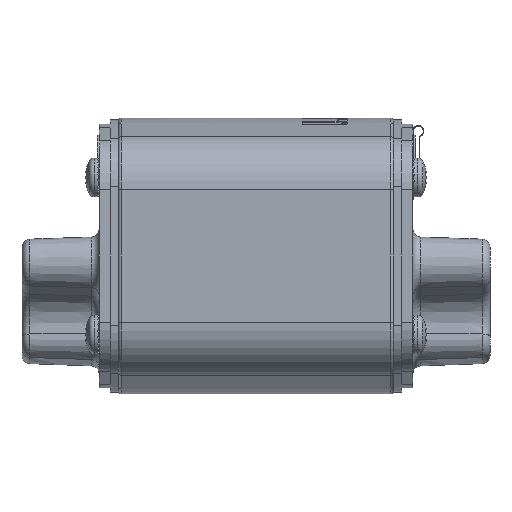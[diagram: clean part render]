
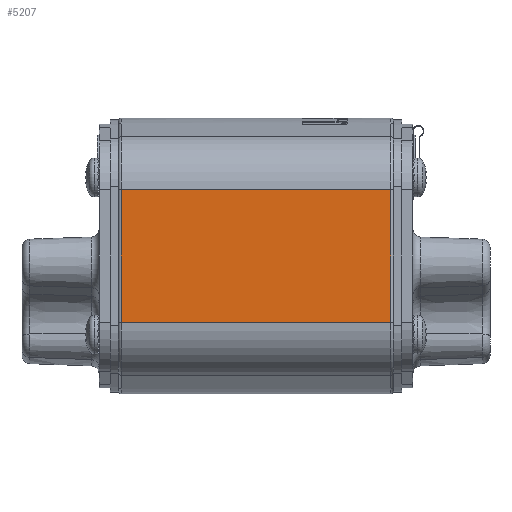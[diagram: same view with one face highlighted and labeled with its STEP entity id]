
A CAD part, front view. The second image highlights one B-rep face of the part: STEP entity #5207.
In plain terms, the highlighted planar face has unit normal (0, -1, 0).
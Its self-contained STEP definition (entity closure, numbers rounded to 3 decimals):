
#604=DIRECTION('',(0.,0.,-1.));
#605=VECTOR('',#604,24.);
#606=CARTESIAN_POINT('',(-24.5,-23.,12.));
#607=LINE('',#606,#605);
#618=DIRECTION('',(0.,0.,1.));
#619=VECTOR('',#618,24.);
#620=CARTESIAN_POINT('',(24.5,-23.,-12.));
#621=LINE('',#620,#619);
#1047=DIRECTION('',(-1.,0.,0.));
#1048=VECTOR('',#1047,49.);
#1049=CARTESIAN_POINT('',(24.5,-23.,12.));
#1050=LINE('',#1049,#1048);
#1558=DIRECTION('',(1.,0.,0.));
#1559=VECTOR('',#1558,49.);
#1560=CARTESIAN_POINT('',(-24.5,-23.,-12.));
#1561=LINE('',#1560,#1559);
#4466=CARTESIAN_POINT('',(-24.5,-23.,12.));
#4467=VERTEX_POINT('',#4466);
#4486=CARTESIAN_POINT('',(-24.5,-23.,-12.));
#4487=VERTEX_POINT('',#4486);
#4488=CARTESIAN_POINT('',(24.5,-23.,-12.));
#4489=CARTESIAN_POINT('',(24.5,-23.,12.));
#4490=VERTEX_POINT('',#4488);
#4491=VERTEX_POINT('',#4489);
#5193=CARTESIAN_POINT('',(-25.,-23.,12.));
#5194=DIRECTION('',(0.,-1.,0.));
#5195=DIRECTION('',(0.,0.,-1.));
#5196=AXIS2_PLACEMENT_3D('',#5193,#5194,#5195);
#5197=PLANE('',#5196);
#5199=ORIENTED_EDGE('',*,*,#5198,.F.);
#5201=ORIENTED_EDGE('',*,*,#5200,.F.);
#5202=ORIENTED_EDGE('',*,*,#5187,.F.);
#5204=ORIENTED_EDGE('',*,*,#5203,.F.);
#5205=EDGE_LOOP('',(#5199,#5201,#5202,#5204));
#5206=FACE_OUTER_BOUND('',#5205,.F.);
#5187=EDGE_CURVE('',#4467,#4487,#607,.T.);
#5198=EDGE_CURVE('',#4490,#4491,#621,.T.);
#5200=EDGE_CURVE('',#4487,#4490,#1561,.T.);
#5203=EDGE_CURVE('',#4491,#4467,#1050,.T.);
#5207=ADVANCED_FACE('',(#5206),#5197,.T.);
